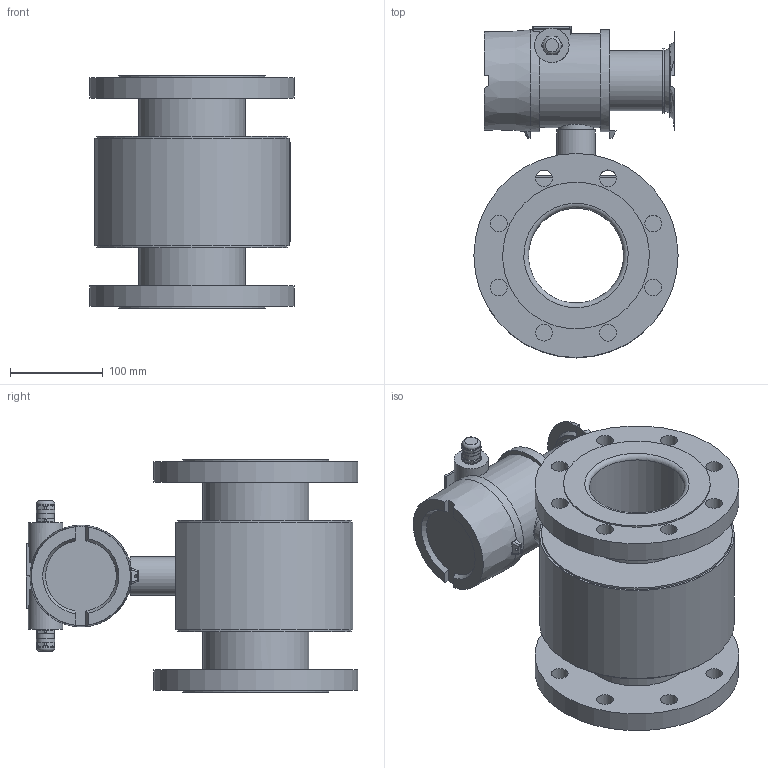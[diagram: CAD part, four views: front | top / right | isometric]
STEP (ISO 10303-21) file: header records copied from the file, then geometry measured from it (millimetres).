
FILE_DESCRIPTION(/* description */ (''),/* implementation_level */ '2;1');
FILE_NAME(/* name */ 'magflux A DN100 kompakt.stp',/* time_stamp */ '2021-11-30T01:01:02+01:00',/* author */ ('g.duesseldorf'),/* organization */ (''),/* preprocessor_version */ 'ST-DEVELOPER v18.1',/* originating_system */ 'Autodesk Inventor 2022',/* authorisation */ '');
FILE_SCHEMA (('CONFIG_CONTROL_DESIGN'));
Length unit declared in the file: millimetre
Products named in the file (1): magflux A DN100 kompakt_Ersatzobjekt_1
Bounding box: 220 x 357.5 x 250 mm (x, y, z)
Volume: 3512255.6 mm3; surface area: 732002.8 mm2
Topology: 7 solids, 8 shells, 319 faces, 751 edges, 476 vertices
Faces by surface type: plane 146, cylinder 97, cone 59, torus 10, bspline 5, sphere 2
Full cylindrical faces by diameter (mm): 3 x2, 5 x2, 17 x4, 18 x16, 18.376 x1, 18.6 x4, 19.8 x4, 20 x1, 37 x2, 37.8 x1, 40.5 x1, 42 x1, 65 x1, 70.25 x1, 78 x1, 100.8 x1, 102.5 x1, 109.6 x2, 114.3 x1, 114.5 x2, 115.4 x4, 158 x2, 220 x2
Entity records: 10039 total; most frequent: CARTESIAN_POINT 2300, DIRECTION 1569, ORIENTED_EDGE 1498, EDGE_CURVE 749, AXIS2_PLACEMENT_3D 643, VERTEX_POINT 476, EDGE_LOOP 395, STYLED_ITEM 326
